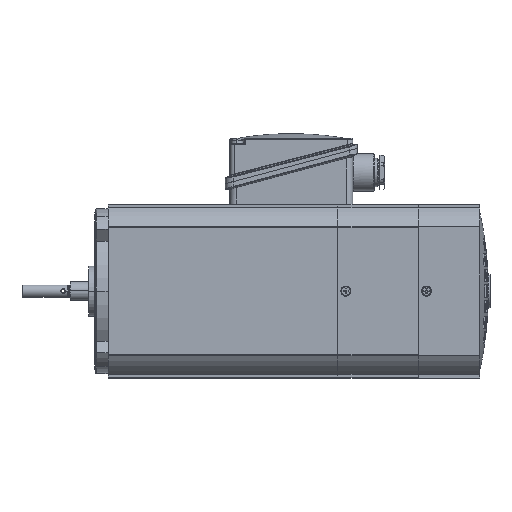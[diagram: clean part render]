
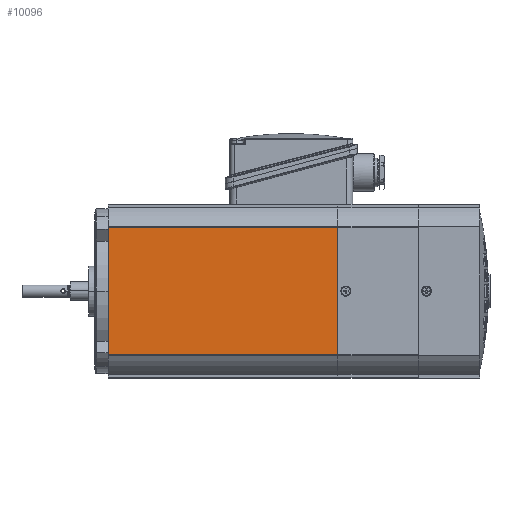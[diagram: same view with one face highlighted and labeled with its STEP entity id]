
A CAD part, top view. The second image highlights one B-rep face of the part: STEP entity #10096.
In plain terms, the highlighted planar face has unit normal (0, 0, 1).
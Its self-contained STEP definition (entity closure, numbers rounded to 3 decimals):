
#3039 = CARTESIAN_POINT ( 'NONE',  ( -149., 251.009, 56. ) ) ;
#3044 = CARTESIAN_POINT ( 'NONE',  ( -1., 251.009, 56. ) ) ;
#3047 = CARTESIAN_POINT ( 'NONE',  ( -1., 333.009, 56. ) ) ;
#3048 = CARTESIAN_POINT ( 'NONE',  ( -149., 333.009, 56. ) ) ;
#5025 = EDGE_LOOP ( 'NONE', ( #22927, #22730, #22700, #22588 ) ) ;
#8414 = VERTEX_POINT ( 'NONE', #3039 ) ;
#8419 = VERTEX_POINT ( 'NONE', #3044 ) ;
#8422 = VERTEX_POINT ( 'NONE', #3047 ) ;
#8423 = VERTEX_POINT ( 'NONE', #3048 ) ;
#10096 = ADVANCED_FACE ( 'NONE', ( #14259 ), #14260, .F. ) ;
#12362 = EDGE_CURVE ( 'NONE', #8423, #8414, #18194, .T. ) ;
#12367 = EDGE_CURVE ( 'NONE', #8419, #8422, #18207, .T. ) ;
#12372 = EDGE_CURVE ( 'NONE', #8414, #8419, #18214, .T. ) ;
#12568 = EDGE_CURVE ( 'NONE', #8422, #8423, #18579, .T. ) ;
#14256 = CARTESIAN_POINT ( 'NONE',  ( -150., 333.509, 56. ) ) ;
#14259 = FACE_OUTER_BOUND ( 'NONE', #5025, .T. ) ;
#14260 = PLANE ( 'NONE',  #25597 ) ;
#14263 = DIRECTION ( 'NONE',  ( 0., 0., -1. ) ) ;
#14264 = DIRECTION ( 'NONE',  ( -1., 0., 0. ) ) ;
#18194 = LINE ( 'NONE', #18202, #32281 ) ;
#18202 = CARTESIAN_POINT ( 'NONE',  ( -149., 333.509, 56. ) ) ;
#18203 = DIRECTION ( 'NONE',  ( 0., -1., 0. ) ) ;
#18207 = LINE ( 'NONE', #18212, #32326 ) ;
#18212 = CARTESIAN_POINT ( 'NONE',  ( -1., 333.509, 56. ) ) ;
#18213 = DIRECTION ( 'NONE',  ( 0., 1., 0. ) ) ;
#18214 = LINE ( 'NONE', #18218, #32323 ) ;
#18218 = CARTESIAN_POINT ( 'NONE',  ( -150., 251.009, 56. ) ) ;
#18221 = DIRECTION ( 'NONE',  ( 1., 0., 0. ) ) ;
#18579 = LINE ( 'NONE', #18580, #35875 ) ;
#18580 = CARTESIAN_POINT ( 'NONE',  ( -150., 333.009, 56. ) ) ;
#18585 = DIRECTION ( 'NONE',  ( -1., 0., 0. ) ) ;
#22588 = ORIENTED_EDGE ( 'NONE', *, *, #12362, .T. ) ;
#22700 = ORIENTED_EDGE ( 'NONE', *, *, #12568, .T. ) ;
#22730 = ORIENTED_EDGE ( 'NONE', *, *, #12367, .T. ) ;
#22927 = ORIENTED_EDGE ( 'NONE', *, *, #12372, .T. ) ;
#25597 = AXIS2_PLACEMENT_3D ( 'NONE', #14256, #14263, #14264 ) ;
#32281 = VECTOR ( 'NONE', #18203, 1000. ) ;
#32323 = VECTOR ( 'NONE', #18221, 1000. ) ;
#32326 = VECTOR ( 'NONE', #18213, 1000. ) ;
#35875 = VECTOR ( 'NONE', #18585, 1000. ) ;
